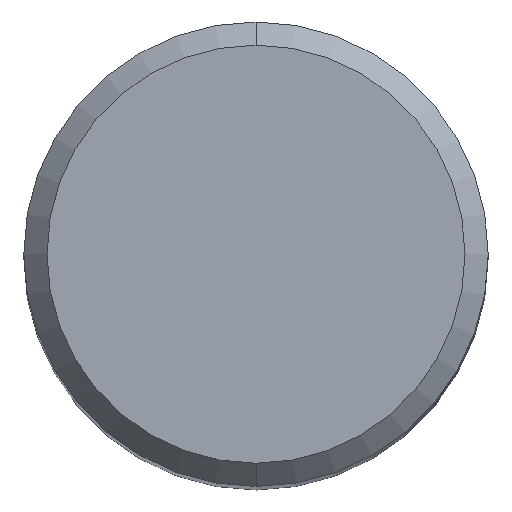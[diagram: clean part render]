
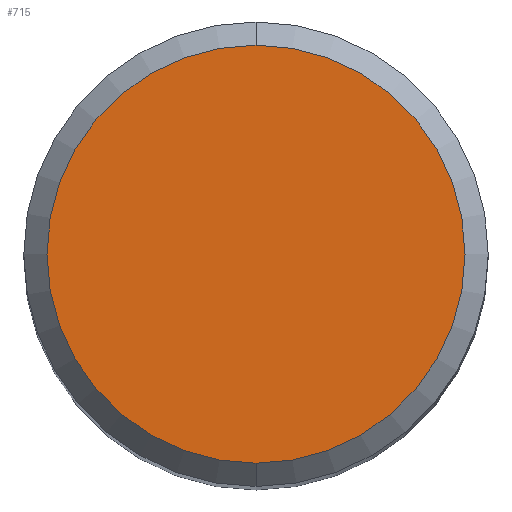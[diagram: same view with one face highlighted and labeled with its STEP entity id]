
A CAD part, top view. The second image highlights one B-rep face of the part: STEP entity #715.
In plain terms, the highlighted planar face has unit normal (0, 0, 1).
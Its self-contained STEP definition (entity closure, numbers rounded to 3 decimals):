
#715=ADVANCED_FACE('',(#1380),#1381,.T.);
#749=VERTEX_POINT('',#1421);
#827=VERTEX_POINT('',#1508);
#871=EDGE_CURVE('',#749,#827,#1557,.T.);
#921=EDGE_CURVE('',#827,#749,#1612,.T.);
#1380=FACE_OUTER_BOUND('',#7384,.T.);
#1381=PLANE('',#7385);
#1421=CARTESIAN_POINT('',(0.,-4.5,0.0));
#1508=CARTESIAN_POINT('',(0.0,4.5,0.0));
#1557=CIRCLE('',#9251,4.5);
#1612=CIRCLE('',#9420,4.5);
#7384=EDGE_LOOP('',(#9903,#9904));
#7385=AXIS2_PLACEMENT_3D('',#9905,#9906,#9907);
#9251=AXIS2_PLACEMENT_3D('',#10119,#10120,#10121);
#9420=AXIS2_PLACEMENT_3D('',#10173,#10174,#10175);
#9903=ORIENTED_EDGE('',*,*,#921,.F.);
#9904=ORIENTED_EDGE('',*,*,#871,.F.);
#9905=CARTESIAN_POINT('',(0.0,2.25,0.0));
#9906=DIRECTION('',(-0.0,0.0,1.0));
#9907=DIRECTION('',(0.0,-1.0,0.0));
#10119=CARTESIAN_POINT('',(0.0,0.0,0.0));
#10120=DIRECTION('',(0.0,0.0,-1.0));
#10121=DIRECTION('',(0.0,1.0,0.0));
#10173=CARTESIAN_POINT('',(0.0,0.0,0.0));
#10174=DIRECTION('',(0.0,0.0,-1.0));
#10175=DIRECTION('',(0.0,1.0,0.0));
